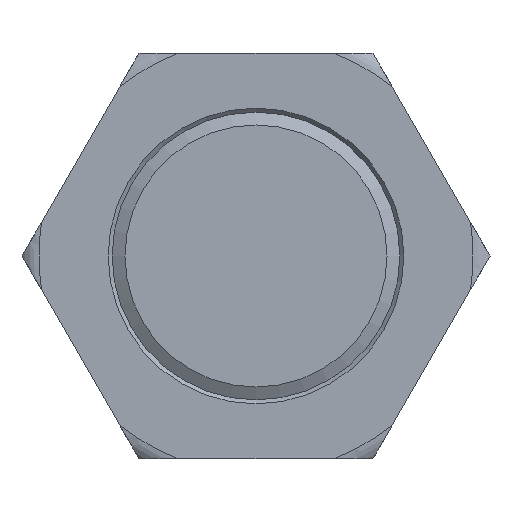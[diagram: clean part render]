
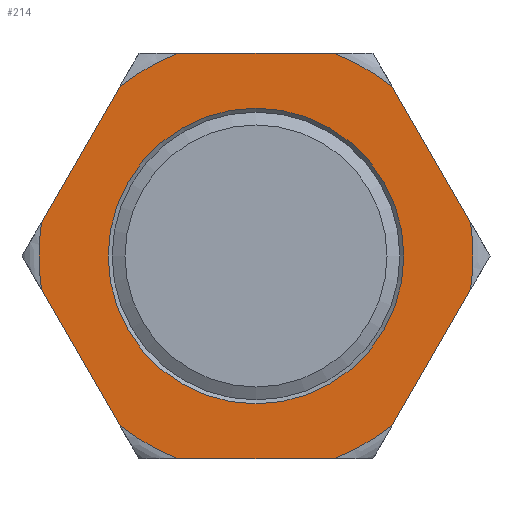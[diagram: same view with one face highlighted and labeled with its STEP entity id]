
A CAD part, front view. The second image highlights one B-rep face of the part: STEP entity #214.
In plain terms, the highlighted face is planar.
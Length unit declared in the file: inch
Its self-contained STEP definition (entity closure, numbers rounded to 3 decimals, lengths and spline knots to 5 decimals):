
#8 = EDGE_CURVE ( 'NONE', #2996, #2045, #1745, .T. ) ;
#12 = ORIENTED_EDGE ( 'NONE', *, *, #2419, .F. ) ;
#24 = DIRECTION ( 'NONE',  ( 0., -1., 0. ) ) ;
#39 = EDGE_CURVE ( 'NONE', #1928, #3133, #1288, .T. ) ;
#45 = CARTESIAN_POINT ( 'NONE',  ( 0., 1.73228, 0. ) ) ;
#56 = VERTEX_POINT ( 'NONE', #2398 ) ;
#116 = ORIENTED_EDGE ( 'NONE', *, *, #39, .F. ) ;
#161 = CARTESIAN_POINT ( 'NONE',  ( -0.52854, 1.73228, 0.08297 ) ) ;
#163 = VERTEX_POINT ( 'NONE', #2935 ) ;
#166 = FACE_OUTER_BOUND ( 'NONE', #893, .T. ) ;
#191 = LINE ( 'NONE', #2505, #1053 ) ;
#214 = ADVANCED_FACE ( 'NONE', ( #1743, #166 ), #1935, .F. ) ;
#232 = VERTEX_POINT ( 'NONE', #3197 ) ;
#236 = DIRECTION ( 'NONE',  ( 0., -1., 0. ) ) ;
#252 = AXIS2_PLACEMENT_3D ( 'NONE', #1551, #24, #2295 ) ;
#305 = CIRCLE ( 'NONE', #252, 0.53501 ) ;
#371 = EDGE_CURVE ( 'NONE', #2045, #2187, #469, .T. ) ;
#448 = VERTEX_POINT ( 'NONE', #3069 ) ;
#467 = EDGE_CURVE ( 'NONE', #232, #1928, #2007, .T. ) ;
#469 = LINE ( 'NONE', #1497, #2603 ) ;
#537 = DIRECTION ( 'NONE',  ( 0.5, 0., 0.866 ) ) ;
#566 = AXIS2_PLACEMENT_3D ( 'NONE', #2023, #3056, #753 ) ;
#626 = CARTESIAN_POINT ( 'NONE',  ( -0.43233, 1.73228, 0.24961 ) ) ;
#695 = ORIENTED_EDGE ( 'NONE', *, *, #1930, .F. ) ;
#703 = DIRECTION ( 'NONE',  ( 0., -1., 0. ) ) ;
#735 = CIRCLE ( 'NONE', #1268, 0.53501 ) ;
#753 = DIRECTION ( 'NONE',  ( 0., 0., 1. ) ) ;
#756 = DIRECTION ( 'NONE',  ( 1., 0., 0. ) ) ;
#771 = DIRECTION ( 'NONE',  ( -1., 0., 0. ) ) ;
#773 = CARTESIAN_POINT ( 'NONE',  ( 0., 1.73228, 0. ) ) ;
#779 = AXIS2_PLACEMENT_3D ( 'NONE', #1476, #703, #2950 ) ;
#787 = ORIENTED_EDGE ( 'NONE', *, *, #2092, .F. ) ;
#892 = VECTOR ( 'NONE', #2236, 39.37008 ) ;
#893 = EDGE_LOOP ( 'NONE', ( #116, #1742, #12, #2331, #2599, #2503, #787, #1620, #1219, #3218, #695, #1369 ) ) ;
#962 = CARTESIAN_POINT ( 'NONE',  ( -0.33612, 1.73228, 0.41624 ) ) ;
#1018 = CARTESIAN_POINT ( 'NONE',  ( 0., 1.73228, 0.49921 ) ) ;
#1046 = DIRECTION ( 'NONE',  ( 0., -1., 0. ) ) ;
#1053 = VECTOR ( 'NONE', #756, 39.37008 ) ;
#1219 = ORIENTED_EDGE ( 'NONE', *, *, #1594, .F. ) ;
#1261 = VECTOR ( 'NONE', #771, 39.37008 ) ;
#1268 = AXIS2_PLACEMENT_3D ( 'NONE', #45, #1852, #1899 ) ;
#1288 = LINE ( 'NONE', #1018, #1261 ) ;
#1310 = EDGE_CURVE ( 'NONE', #3133, #1398, #735, .T. ) ;
#1311 = AXIS2_PLACEMENT_3D ( 'NONE', #2316, #3102, #2266 ) ;
#1332 = CARTESIAN_POINT ( 'NONE',  ( 0., 1.73228, 0. ) ) ;
#1369 = ORIENTED_EDGE ( 'NONE', *, *, #1310, .F. ) ;
#1381 = DIRECTION ( 'NONE',  ( 0.5, 0., -0.866 ) ) ;
#1398 = VERTEX_POINT ( 'NONE', #962 ) ;
#1427 = EDGE_LOOP ( 'NONE', ( #2528 ) ) ;
#1476 = CARTESIAN_POINT ( 'NONE',  ( 0., 1.73228, 0. ) ) ;
#1481 = VERTEX_POINT ( 'NONE', #161 ) ;
#1497 = CARTESIAN_POINT ( 'NONE',  ( 0.43233, 1.73228, -0.24961 ) ) ;
#1551 = CARTESIAN_POINT ( 'NONE',  ( 0., 1.73228, 0. ) ) ;
#1572 = CARTESIAN_POINT ( 'NONE',  ( 0.52854, 1.73228, -0.08297 ) ) ;
#1573 = EDGE_CURVE ( 'NONE', #1481, #448, #305, .T. ) ;
#1588 = VECTOR ( 'NONE', #3220, 39.37008 ) ;
#1594 = EDGE_CURVE ( 'NONE', #448, #163, #2035, .T. ) ;
#1606 = VERTEX_POINT ( 'NONE', #2167 ) ;
#1620 = ORIENTED_EDGE ( 'NONE', *, *, #3020, .F. ) ;
#1645 = LINE ( 'NONE', #626, #1588 ) ;
#1732 = DIRECTION ( 'NONE',  ( 0., 0., 1. ) ) ;
#1742 = ORIENTED_EDGE ( 'NONE', *, *, #467, .F. ) ;
#1743 = FACE_BOUND ( 'NONE', #1427, .T. ) ;
#1745 = CIRCLE ( 'NONE', #1311, 0.53501 ) ;
#1842 = AXIS2_PLACEMENT_3D ( 'NONE', #1332, #1046, #2364 ) ;
#1852 = DIRECTION ( 'NONE',  ( 0., -1., 0. ) ) ;
#1860 = DIRECTION ( 'NONE',  ( 0., -1., 0. ) ) ;
#1893 = AXIS2_PLACEMENT_3D ( 'NONE', #3154, #1860, #2333 ) ;
#1899 = DIRECTION ( 'NONE',  ( 0., 0., 1. ) ) ;
#1928 = VERTEX_POINT ( 'NONE', #2942 ) ;
#1930 = EDGE_CURVE ( 'NONE', #1398, #1481, #1645, .T. ) ;
#1935 = PLANE ( 'NONE',  #779 ) ;
#1954 = AXIS2_PLACEMENT_3D ( 'NONE', #773, #236, #1732 ) ;
#2007 = CIRCLE ( 'NONE', #566, 0.53501 ) ;
#2023 = CARTESIAN_POINT ( 'NONE',  ( 0., 1.73228, 0. ) ) ;
#2035 = LINE ( 'NONE', #2310, #2609 ) ;
#2045 = VERTEX_POINT ( 'NONE', #2267 ) ;
#2092 = EDGE_CURVE ( 'NONE', #56, #2996, #191, .T. ) ;
#2167 = CARTESIAN_POINT ( 'NONE',  ( 0.52854, 1.73228, 0.08297 ) ) ;
#2187 = VERTEX_POINT ( 'NONE', #1572 ) ;
#2236 = DIRECTION ( 'NONE',  ( -0.5, 0., 0.866 ) ) ;
#2266 = DIRECTION ( 'NONE',  ( 0., 0., 1. ) ) ;
#2267 = CARTESIAN_POINT ( 'NONE',  ( 0.33612, 1.73228, -0.41624 ) ) ;
#2274 = CIRCLE ( 'NONE', #1842, 0.53501 ) ;
#2295 = DIRECTION ( 'NONE',  ( 0., 0., 1. ) ) ;
#2310 = CARTESIAN_POINT ( 'NONE',  ( -0.43233, 1.73228, -0.24961 ) ) ;
#2316 = CARTESIAN_POINT ( 'NONE',  ( 0., 1.73228, 0. ) ) ;
#2331 = ORIENTED_EDGE ( 'NONE', *, *, #2597, .F. ) ;
#2333 = DIRECTION ( 'NONE',  ( 0., 0., 1. ) ) ;
#2364 = DIRECTION ( 'NONE',  ( 0., 0., 1. ) ) ;
#2379 = CIRCLE ( 'NONE', #1893, 0.36417 ) ;
#2398 = CARTESIAN_POINT ( 'NONE',  ( -0.19241, 1.73228, -0.49921 ) ) ;
#2419 = EDGE_CURVE ( 'NONE', #1606, #232, #2536, .T. ) ;
#2503 = ORIENTED_EDGE ( 'NONE', *, *, #8, .F. ) ;
#2505 = CARTESIAN_POINT ( 'NONE',  ( 0., 1.73228, -0.49921 ) ) ;
#2528 = ORIENTED_EDGE ( 'NONE', *, *, #3175, .T. ) ;
#2536 = LINE ( 'NONE', #3057, #892 ) ;
#2549 = CIRCLE ( 'NONE', #1954, 0.53501 ) ;
#2597 = EDGE_CURVE ( 'NONE', #2187, #1606, #2274, .T. ) ;
#2599 = ORIENTED_EDGE ( 'NONE', *, *, #371, .F. ) ;
#2603 = VECTOR ( 'NONE', #537, 39.37008 ) ;
#2609 = VECTOR ( 'NONE', #1381, 39.37008 ) ;
#2685 = CARTESIAN_POINT ( 'NONE',  ( 0., 1.73228, 0.36417 ) ) ;
#2718 = VERTEX_POINT ( 'NONE', #2685 ) ;
#2935 = CARTESIAN_POINT ( 'NONE',  ( -0.33612, 1.73228, -0.41624 ) ) ;
#2942 = CARTESIAN_POINT ( 'NONE',  ( 0.19241, 1.73228, 0.49921 ) ) ;
#2950 = DIRECTION ( 'NONE',  ( -1., 0., 0. ) ) ;
#2975 = CARTESIAN_POINT ( 'NONE',  ( 0.19241, 1.73228, -0.49921 ) ) ;
#2996 = VERTEX_POINT ( 'NONE', #2975 ) ;
#3020 = EDGE_CURVE ( 'NONE', #163, #56, #2549, .T. ) ;
#3056 = DIRECTION ( 'NONE',  ( 0., -1., 0. ) ) ;
#3057 = CARTESIAN_POINT ( 'NONE',  ( 0.43233, 1.73228, 0.24961 ) ) ;
#3069 = CARTESIAN_POINT ( 'NONE',  ( -0.52854, 1.73228, -0.08297 ) ) ;
#3102 = DIRECTION ( 'NONE',  ( 0., -1., 0. ) ) ;
#3133 = VERTEX_POINT ( 'NONE', #3288 ) ;
#3154 = CARTESIAN_POINT ( 'NONE',  ( 0., 1.73228, 0. ) ) ;
#3175 = EDGE_CURVE ( 'NONE', #2718, #2718, #2379, .T. ) ;
#3197 = CARTESIAN_POINT ( 'NONE',  ( 0.33612, 1.73228, 0.41624 ) ) ;
#3218 = ORIENTED_EDGE ( 'NONE', *, *, #1573, .F. ) ;
#3220 = DIRECTION ( 'NONE',  ( -0.5, 0., -0.866 ) ) ;
#3288 = CARTESIAN_POINT ( 'NONE',  ( -0.19241, 1.73228, 0.49921 ) ) ;
